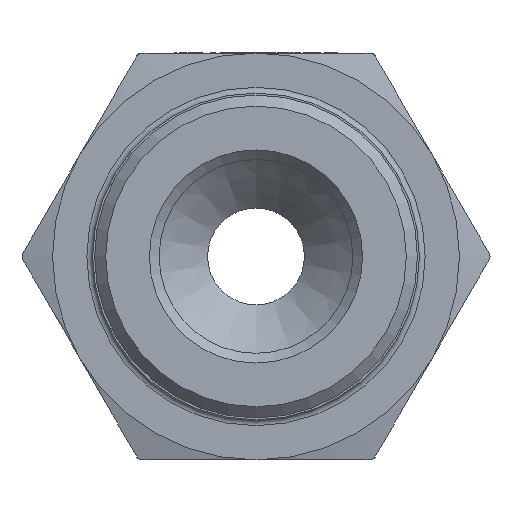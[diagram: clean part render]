
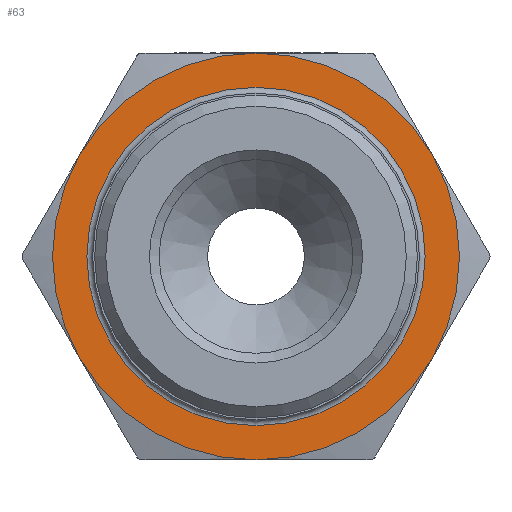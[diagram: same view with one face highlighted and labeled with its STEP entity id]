
A CAD part, left-side view. The second image highlights one B-rep face of the part: STEP entity #63.
In plain terms, the highlighted planar face has unit normal (-1, 0, 0).
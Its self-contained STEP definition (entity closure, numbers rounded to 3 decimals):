
#63 = ADVANCED_FACE ( 'NONE', ( #1429, #1480 ), #1459, .T. ) ;
#1429 = FACE_OUTER_BOUND ( 'NONE', #6959, .T. ) ;
#1443 = CARTESIAN_POINT ( 'NONE',  ( -4.85, 0., 0. ) ) ;
#1459 = PLANE ( 'NONE',  #9555 ) ;
#1480 = FACE_BOUND ( 'NONE', #6963, .T. ) ;
#1481 = DIRECTION ( 'NONE',  ( 0., -1., 0. ) ) ;
#1489 = DIRECTION ( 'NONE',  ( -1., 0., 0. ) ) ;
#2762 = CARTESIAN_POINT ( 'NONE',  ( -4.85, 0., 0. ) ) ;
#2763 = DIRECTION ( 'NONE',  ( 0., 0., -1. ) ) ;
#2778 = DIRECTION ( 'NONE',  ( -1., 0., 0. ) ) ;
#2783 = CARTESIAN_POINT ( 'NONE',  ( -4.85, 0., 0. ) ) ;
#2793 = DIRECTION ( 'NONE',  ( -1., 0., 0. ) ) ;
#2805 = DIRECTION ( 'NONE',  ( 0., 0., -1. ) ) ;
#3226 = CARTESIAN_POINT ( 'NONE',  ( -4.85, 0., 0. ) ) ;
#3236 = DIRECTION ( 'NONE',  ( -1., 0., 0. ) ) ;
#3267 = DIRECTION ( 'NONE',  ( 0., 0., -1. ) ) ;
#3278 = DIRECTION ( 'NONE',  ( 0., 0., -1. ) ) ;
#3280 = CARTESIAN_POINT ( 'NONE',  ( -4.85, 0., 0. ) ) ;
#3282 = DIRECTION ( 'NONE',  ( 0., 0., -1. ) ) ;
#3294 = DIRECTION ( 'NONE',  ( -1., 0., 0. ) ) ;
#3296 = DIRECTION ( 'NONE',  ( -1., 0., 0. ) ) ;
#3298 = CARTESIAN_POINT ( 'NONE',  ( -4.85, 0., 0. ) ) ;
#3998 = ORIENTED_EDGE ( 'NONE', *, *, #10676, .T. ) ;
#4007 = ORIENTED_EDGE ( 'NONE', *, *, #10734, .T. ) ;
#4018 = ORIENTED_EDGE ( 'NONE', *, *, #10784, .T. ) ;
#4024 = ORIENTED_EDGE ( 'NONE', *, *, #10736, .T. ) ;
#4031 = ORIENTED_EDGE ( 'NONE', *, *, #10724, .T. ) ;
#4041 = ORIENTED_EDGE ( 'NONE', *, *, #10762, .F. ) ;
#4042 = ORIENTED_EDGE ( 'NONE', *, *, #10677, .T. ) ;
#4785 = VERTEX_POINT ( 'NONE', #13827 ) ;
#4786 = VERTEX_POINT ( 'NONE', #13804 ) ;
#4788 = VERTEX_POINT ( 'NONE', #13840 ) ;
#4789 = VERTEX_POINT ( 'NONE', #13858 ) ;
#4793 = VERTEX_POINT ( 'NONE', #13879 ) ;
#6959 = EDGE_LOOP ( 'NONE', ( #3998, #4031, #4042, #4018, #4007, #4024 ) ) ;
#6963 = EDGE_LOOP ( 'NONE', ( #4041 ) ) ;
#7258 = VERTEX_POINT ( 'NONE', #12350 ) ;
#9183 = CARTESIAN_POINT ( 'NONE',  ( -4.85, 0., 0. ) ) ;
#9184 = DIRECTION ( 'NONE',  ( -1., 0., 0. ) ) ;
#9190 = DIRECTION ( 'NONE',  ( 0., 0., 1. ) ) ;
#9267 = DIRECTION ( 'NONE',  ( 0., 0., -1. ) ) ;
#9303 = CARTESIAN_POINT ( 'NONE',  ( -4.85, 0., 0. ) ) ;
#9304 = DIRECTION ( 'NONE',  ( -1., 0., 0. ) ) ;
#9447 = CARTESIAN_POINT ( 'NONE',  ( -4.85, 0., 8.731 ) ) ;
#9465 = VERTEX_POINT ( 'NONE', #9447 ) ;
#9555 = AXIS2_PLACEMENT_3D ( 'NONE', #1443, #1489, #1481 ) ;
#10676 = EDGE_CURVE ( 'NONE', #4789, #4788, #11486, .T. ) ;
#10677 = EDGE_CURVE ( 'NONE', #4785, #4786, #11517, .T. ) ;
#10724 = EDGE_CURVE ( 'NONE', #4788, #4785, #11571, .T. ) ;
#10734 = EDGE_CURVE ( 'NONE', #4793, #7258, #11541, .T. ) ;
#10736 = EDGE_CURVE ( 'NONE', #7258, #4789, #11567, .T. ) ;
#10762 = EDGE_CURVE ( 'NONE', #9465, #9465, #11574, .T. ) ;
#10784 = EDGE_CURVE ( 'NONE', #4786, #4793, #11612, .T. ) ;
#11486 = CIRCLE ( 'NONE', #11496, 10.5 ) ;
#11496 = AXIS2_PLACEMENT_3D ( 'NONE', #2762, #2793, #2805 ) ;
#11502 = AXIS2_PLACEMENT_3D ( 'NONE', #2783, #2778, #2763 ) ;
#11517 = CIRCLE ( 'NONE', #11502, 10.5 ) ;
#11533 = AXIS2_PLACEMENT_3D ( 'NONE', #3298, #3294, #3282 ) ;
#11537 = AXIS2_PLACEMENT_3D ( 'NONE', #9183, #9184, #9190 ) ;
#11538 = AXIS2_PLACEMENT_3D ( 'NONE', #3226, #3236, #3267 ) ;
#11541 = CIRCLE ( 'NONE', #11544, 10.5 ) ;
#11544 = AXIS2_PLACEMENT_3D ( 'NONE', #3280, #3296, #3278 ) ;
#11567 = CIRCLE ( 'NONE', #11533, 10.5 ) ;
#11571 = CIRCLE ( 'NONE', #11538, 10.5 ) ;
#11574 = CIRCLE ( 'NONE', #11537, 8.731 ) ;
#11606 = AXIS2_PLACEMENT_3D ( 'NONE', #9303, #9304, #9267 ) ;
#11612 = CIRCLE ( 'NONE', #11606, 10.5 ) ;
#12350 = CARTESIAN_POINT ( 'NONE',  ( -4.85, 0., 10.5 ) ) ;
#13804 = CARTESIAN_POINT ( 'NONE',  ( -4.85, -9.093, -5.25 ) ) ;
#13827 = CARTESIAN_POINT ( 'NONE',  ( -4.85, 0., -10.5 ) ) ;
#13840 = CARTESIAN_POINT ( 'NONE',  ( -4.85, 9.093, -5.25 ) ) ;
#13858 = CARTESIAN_POINT ( 'NONE',  ( -4.85, 9.093, 5.25 ) ) ;
#13879 = CARTESIAN_POINT ( 'NONE',  ( -4.85, -9.093, 5.25 ) ) ;
